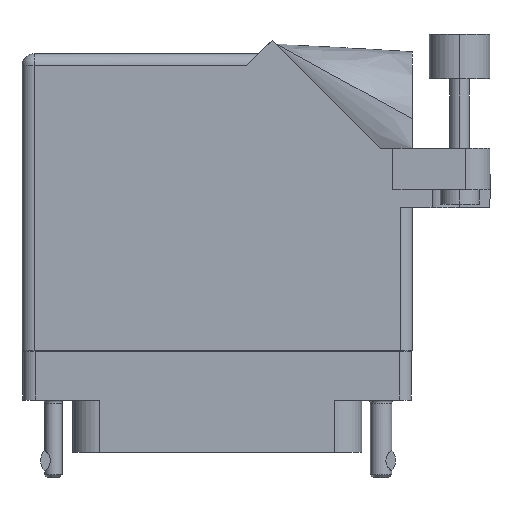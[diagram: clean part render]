
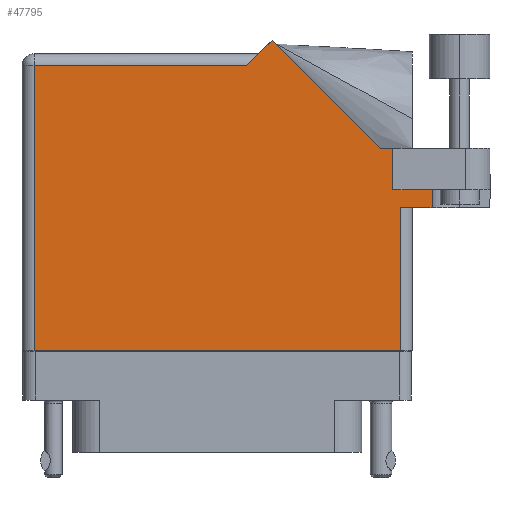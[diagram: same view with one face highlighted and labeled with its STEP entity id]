
A CAD part, front view. The second image highlights one B-rep face of the part: STEP entity #47795.
In plain terms, the highlighted face is planar.
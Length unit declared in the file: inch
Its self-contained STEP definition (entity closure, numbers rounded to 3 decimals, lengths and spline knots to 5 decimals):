
#407 = VERTEX_POINT ( 'NONE', #45819 ) ;
#441 = DIRECTION ( 'NONE',  ( -1., 0., 0. ) ) ;
#623 = CARTESIAN_POINT ( 'NONE',  ( -0.943, -0.1, 0.455 ) ) ;
#1071 = ORIENTED_EDGE ( 'NONE', *, *, #10828, .T. ) ;
#1190 = EDGE_CURVE ( 'NONE', #407, #17896, #46031, .T. ) ;
#1807 = VERTEX_POINT ( 'NONE', #6301 ) ;
#2580 = DIRECTION ( 'NONE',  ( 0., -1., 0. ) ) ;
#2992 = LINE ( 'NONE', #46080, #12001 ) ;
#3109 = LINE ( 'NONE', #20646, #9143 ) ;
#3703 = VERTEX_POINT ( 'NONE', #33286 ) ;
#3892 = DIRECTION ( 'NONE',  ( 1., 0., 0. ) ) ;
#4154 = EDGE_CURVE ( 'NONE', #1807, #38742, #7356, .T. ) ;
#4168 = DIRECTION ( 'NONE',  ( 0., 0., -1. ) ) ;
#4636 = EDGE_CURVE ( 'NONE', #38742, #18935, #3109, .T. ) ;
#5274 = EDGE_CURVE ( 'NONE', #21088, #1807, #11466, .T. ) ;
#5339 = EDGE_CURVE ( 'NONE', #17896, #3703, #25203, .T. ) ;
#5446 = VECTOR ( 'NONE', #2580, 39.37008 ) ;
#5916 = ORIENTED_EDGE ( 'NONE', *, *, #5274, .T. ) ;
#6301 = CARTESIAN_POINT ( 'NONE',  ( 0.943, -0.1, 0.455 ) ) ;
#6953 = CARTESIAN_POINT ( 'NONE',  ( 1.1065, 1.06177, 0.455 ) ) ;
#7356 = LINE ( 'NONE', #43319, #32480 ) ;
#8458 = VECTOR ( 'NONE', #3892, 39.37008 ) ;
#9143 = VECTOR ( 'NONE', #40056, 39.37008 ) ;
#9314 = VECTOR ( 'NONE', #39591, 39.37008 ) ;
#9962 = ORIENTED_EDGE ( 'NONE', *, *, #32943, .T. ) ;
#10676 = CARTESIAN_POINT ( 'NONE',  ( 0.212, 1.43, 0.455 ) ) ;
#10828 = EDGE_CURVE ( 'NONE', #10876, #25500, #17069, .T. ) ;
#10876 = VERTEX_POINT ( 'NONE', #28820 ) ;
#11466 = LINE ( 'NONE', #41550, #8458 ) ;
#12001 = VECTOR ( 'NONE', #46570, 39.37008 ) ;
#12438 = ORIENTED_EDGE ( 'NONE', *, *, #5339, .T. ) ;
#12472 = VECTOR ( 'NONE', #36214, 39.37008 ) ;
#12990 = ORIENTED_EDGE ( 'NONE', *, *, #43294, .T. ) ;
#13349 = CARTESIAN_POINT ( 'NONE',  ( 0.905, 0.731, 0.455 ) ) ;
#13686 = DIRECTION ( 'NONE',  ( 1., 0., 0. ) ) ;
#14214 = LINE ( 'NONE', #10676, #43562 ) ;
#14320 = LINE ( 'NONE', #41311, #25683 ) ;
#14614 = CARTESIAN_POINT ( 'NONE',  ( 0.943, 0.637, 0.455 ) ) ;
#14684 = DIRECTION ( 'NONE',  ( -0.707, -0.707, 0. ) ) ;
#14700 = DIRECTION ( 'NONE',  ( 0., -1., 0. ) ) ;
#16155 = ORIENTED_EDGE ( 'NONE', *, *, #1190, .T. ) ;
#17069 = LINE ( 'NONE', #24347, #9314 ) ;
#17896 = VERTEX_POINT ( 'NONE', #40004 ) ;
#18935 = VERTEX_POINT ( 'NONE', #23613 ) ;
#19829 = FACE_OUTER_BOUND ( 'NONE', #24672, .T. ) ;
#20250 = AXIS2_PLACEMENT_3D ( 'NONE', #41997, #4168, #441 ) ;
#20646 = CARTESIAN_POINT ( 'NONE',  ( 1.005, 0.637, 0.455 ) ) ;
#21088 = VERTEX_POINT ( 'NONE', #623 ) ;
#21821 = CARTESIAN_POINT ( 'NONE',  ( -0.943, 1.368, 0.455 ) ) ;
#23373 = LINE ( 'NONE', #6953, #5446 ) ;
#23374 = PLANE ( 'NONE',  #20250 ) ;
#23613 = CARTESIAN_POINT ( 'NONE',  ( 1.1065, 0.637, 0.455 ) ) ;
#24347 = CARTESIAN_POINT ( 'NONE',  ( -1.005, 1.368, 0.455 ) ) ;
#24672 = EDGE_LOOP ( 'NONE', ( #5916, #37088, #42239, #43626, #42311, #34361, #16155, #12438, #12990, #1071, #9962 ) ) ;
#25203 = LINE ( 'NONE', #45904, #38378 ) ;
#25500 = VERTEX_POINT ( 'NONE', #21821 ) ;
#25683 = VECTOR ( 'NONE', #14700, 39.37008 ) ;
#27515 = VERTEX_POINT ( 'NONE', #39279 ) ;
#28820 = CARTESIAN_POINT ( 'NONE',  ( 0.15, 1.368, 0.455 ) ) ;
#30374 = CARTESIAN_POINT ( 'NONE',  ( 0.905, 0.731, 0.455 ) ) ;
#32480 = VECTOR ( 'NONE', #47143, 39.37008 ) ;
#32905 = VERTEX_POINT ( 'NONE', #30374 ) ;
#32943 = EDGE_CURVE ( 'NONE', #25500, #21088, #14320, .T. ) ;
#33286 = CARTESIAN_POINT ( 'NONE',  ( 0.28271, 1.50071, 0.455 ) ) ;
#33828 = DIRECTION ( 'NONE',  ( -0.707, 0.707, 0. ) ) ;
#34361 = ORIENTED_EDGE ( 'NONE', *, *, #48960, .T. ) ;
#35570 = EDGE_CURVE ( 'NONE', #27515, #18935, #23373, .T. ) ;
#36214 = DIRECTION ( 'NONE',  ( -1., 0., 0. ) ) ;
#37037 = CARTESIAN_POINT ( 'NONE',  ( 1.405, 0.944, 0.455 ) ) ;
#37088 = ORIENTED_EDGE ( 'NONE', *, *, #4154, .T. ) ;
#38378 = VECTOR ( 'NONE', #33828, 39.37008 ) ;
#38742 = VERTEX_POINT ( 'NONE', #14614 ) ;
#39279 = CARTESIAN_POINT ( 'NONE',  ( 1.1065, 0.731, 0.455 ) ) ;
#39591 = DIRECTION ( 'NONE',  ( -1., 0., 0. ) ) ;
#40004 = CARTESIAN_POINT ( 'NONE',  ( 0.83942, 0.944, 0.455 ) ) ;
#40056 = DIRECTION ( 'NONE',  ( 1., 0., 0. ) ) ;
#40928 = LINE ( 'NONE', #13349, #44514 ) ;
#41311 = CARTESIAN_POINT ( 'NONE',  ( -0.943, -0.1, 0.455 ) ) ;
#41550 = CARTESIAN_POINT ( 'NONE',  ( -1.005, -0.1, 0.455 ) ) ;
#41997 = CARTESIAN_POINT ( 'NONE',  ( -1.005, 1.43, 0.455 ) ) ;
#42239 = ORIENTED_EDGE ( 'NONE', *, *, #4636, .T. ) ;
#42311 = ORIENTED_EDGE ( 'NONE', *, *, #45569, .F. ) ;
#43294 = EDGE_CURVE ( 'NONE', #3703, #10876, #14214, .T. ) ;
#43319 = CARTESIAN_POINT ( 'NONE',  ( 0.943, 0.637, 0.455 ) ) ;
#43562 = VECTOR ( 'NONE', #14684, 39.37008 ) ;
#43626 = ORIENTED_EDGE ( 'NONE', *, *, #35570, .F. ) ;
#44514 = VECTOR ( 'NONE', #13686, 39.37008 ) ;
#45569 = EDGE_CURVE ( 'NONE', #32905, #27515, #40928, .T. ) ;
#45819 = CARTESIAN_POINT ( 'NONE',  ( 0.905, 0.944, 0.455 ) ) ;
#45904 = CARTESIAN_POINT ( 'NONE',  ( 0.83942, 0.944, 0.455 ) ) ;
#46031 = LINE ( 'NONE', #37037, #12472 ) ;
#46080 = CARTESIAN_POINT ( 'NONE',  ( 0.905, 0.731, 0.455 ) ) ;
#46570 = DIRECTION ( 'NONE',  ( 0., 1., 0. ) ) ;
#47143 = DIRECTION ( 'NONE',  ( 0., 1., 0. ) ) ;
#47795 = ADVANCED_FACE ( 'NONE', ( #19829 ), #23374, .F. ) ;
#48960 = EDGE_CURVE ( 'NONE', #32905, #407, #2992, .T. ) ;
